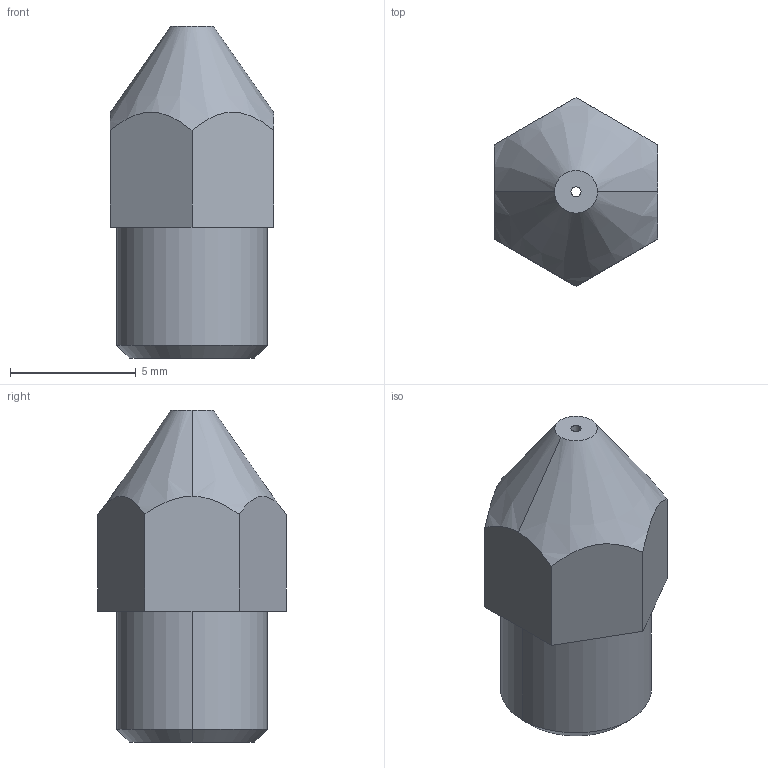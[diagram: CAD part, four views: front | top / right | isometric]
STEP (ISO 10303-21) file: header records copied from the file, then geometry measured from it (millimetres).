
FILE_DESCRIPTION (( 'STEP AP214' ), '1' );
FILE_NAME ('1844_025_rev_05.STEP', '2014-09-17T18:01:10', ( '' ), ( '' ), 'SwSTEP 2.0', 'SolidWorks 2013', '' );
FILE_SCHEMA (( 'AUTOMOTIVE_DESIGN' ));
Length unit declared in the file: millimetre
Products named in the file (1): 1844_025_rev_05
Bounding box: 6.5 x 7.51 x 13.2 mm (x, y, z)
Volume: 322.4 mm3; surface area: 357.8 mm2
Topology: 1 solids, 1 shells, 24 faces, 54 edges, 34 vertices
Faces by surface type: plane 10, cone 8, cylinder 6
Entity records: 776 total; most frequent: CARTESIAN_POINT 197, DIRECTION 116, ORIENTED_EDGE 108, EDGE_CURVE 54, AXIS2_PLACEMENT_3D 45, VERTEX_POINT 34, EDGE_LOOP 28, LINE 26
